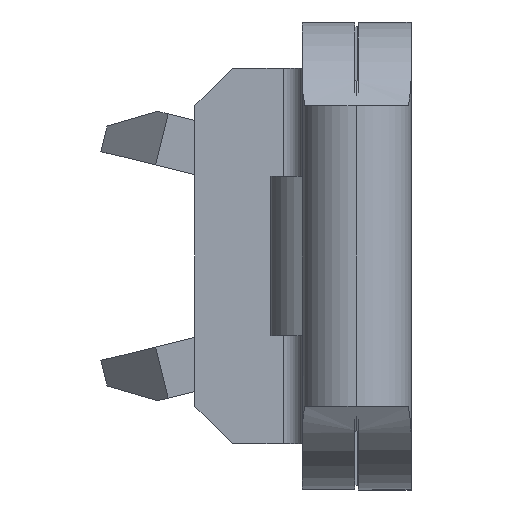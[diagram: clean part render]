
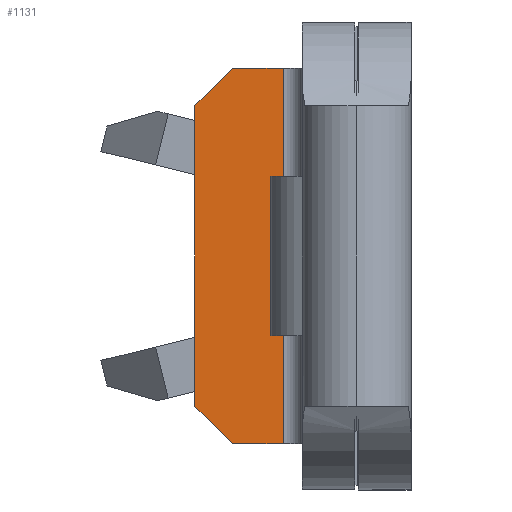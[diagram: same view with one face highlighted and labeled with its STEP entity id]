
A CAD part, left-side view. The second image highlights one B-rep face of the part: STEP entity #1131.
In plain terms, the highlighted planar face has unit normal (-1, 0, 0).
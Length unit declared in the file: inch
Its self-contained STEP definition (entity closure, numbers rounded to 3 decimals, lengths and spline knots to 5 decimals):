
#9 = ORIENTED_EDGE ( 'NONE', *, *, #4361, .T. ) ;
#250 = ORIENTED_EDGE ( 'NONE', *, *, #5521, .T. ) ;
#329 = LINE ( 'NONE', #846, #1355 ) ;
#335 = FACE_OUTER_BOUND ( 'NONE', #3054, .T. ) ;
#368 = CARTESIAN_POINT ( 'NONE',  ( 0.861, 0.086, 0.08 ) ) ;
#393 = VECTOR ( 'NONE', #2765, 39.37008 ) ;
#561 = VERTEX_POINT ( 'NONE', #5262 ) ;
#846 = CARTESIAN_POINT ( 'NONE',  ( 0.861, 0.066, -0.1 ) ) ;
#850 = CARTESIAN_POINT ( 'NONE',  ( 0.861, 0.039, 0.1 ) ) ;
#1131 = ADVANCED_FACE ( 'NONE', ( #335 ), #3542, .F. ) ;
#1139 = ORIENTED_EDGE ( 'NONE', *, *, #3947, .T. ) ;
#1331 = VERTEX_POINT ( 'NONE', #2822 ) ;
#1355 = VECTOR ( 'NONE', #5530, 39.37008 ) ;
#1462 = LINE ( 'NONE', #3343, #4725 ) ;
#1544 = VECTOR ( 'NONE', #4400, 39.37008 ) ;
#1640 = EDGE_CURVE ( 'NONE', #1331, #4003, #329, .T. ) ;
#1854 = CARTESIAN_POINT ( 'NONE',  ( 0.861, 0.086, 0.1245 ) ) ;
#1907 = EDGE_CURVE ( 'NONE', #2341, #5455, #3700, .T. ) ;
#2272 = DIRECTION ( 'NONE',  ( 0., 0., -1. ) ) ;
#2301 = CARTESIAN_POINT ( 'NONE',  ( 0.861, 0.086, -0.1 ) ) ;
#2341 = VERTEX_POINT ( 'NONE', #850 ) ;
#2420 = VECTOR ( 'NONE', #3204, 39.37008 ) ;
#2465 = VECTOR ( 'NONE', #5175, 39.37008 ) ;
#2662 = VERTEX_POINT ( 'NONE', #368 ) ;
#2765 = DIRECTION ( 'NONE',  ( 0., 0.707, -0.707 ) ) ;
#2822 = CARTESIAN_POINT ( 'NONE',  ( 0.861, 0.086, -0.08 ) ) ;
#2919 = DIRECTION ( 'NONE',  ( 0., 0., -1. ) ) ;
#3054 = EDGE_LOOP ( 'NONE', ( #1139, #250, #9, #3565, #3456, #4134 ) ) ;
#3109 = AXIS2_PLACEMENT_3D ( 'NONE', #1854, #4811, #2272 ) ;
#3144 = CARTESIAN_POINT ( 'NONE',  ( 0.861, 0.039, -0.1 ) ) ;
#3175 = CARTESIAN_POINT ( 'NONE',  ( 0.861, 0.066, 0.1 ) ) ;
#3204 = DIRECTION ( 'NONE',  ( 0., 0., -1. ) ) ;
#3206 = EDGE_CURVE ( 'NONE', #4003, #5455, #3822, .T. ) ;
#3343 = CARTESIAN_POINT ( 'NONE',  ( 0.861, 0.086, 0.1245 ) ) ;
#3456 = ORIENTED_EDGE ( 'NONE', *, *, #3206, .T. ) ;
#3542 = PLANE ( 'NONE',  #3109 ) ;
#3565 = ORIENTED_EDGE ( 'NONE', *, *, #1640, .T. ) ;
#3700 = LINE ( 'NONE', #5295, #2420 ) ;
#3743 = LINE ( 'NONE', #4767, #2465 ) ;
#3822 = LINE ( 'NONE', #2301, #1544 ) ;
#3947 = EDGE_CURVE ( 'NONE', #2341, #561, #3743, .T. ) ;
#4003 = VERTEX_POINT ( 'NONE', #5193 ) ;
#4134 = ORIENTED_EDGE ( 'NONE', *, *, #1907, .F. ) ;
#4361 = EDGE_CURVE ( 'NONE', #2662, #1331, #1462, .T. ) ;
#4400 = DIRECTION ( 'NONE',  ( 0., -1., 0. ) ) ;
#4725 = VECTOR ( 'NONE', #2919, 39.37008 ) ;
#4767 = CARTESIAN_POINT ( 'NONE',  ( 0.861, 0.086, 0.1 ) ) ;
#4811 = DIRECTION ( 'NONE',  ( 1., 0., 0. ) ) ;
#4943 = LINE ( 'NONE', #3175, #393 ) ;
#5175 = DIRECTION ( 'NONE',  ( 0., 1., 0. ) ) ;
#5193 = CARTESIAN_POINT ( 'NONE',  ( 0.861, 0.066, -0.1 ) ) ;
#5262 = CARTESIAN_POINT ( 'NONE',  ( 0.861, 0.066, 0.1 ) ) ;
#5295 = CARTESIAN_POINT ( 'NONE',  ( 0.861, 0.039, 0.1245 ) ) ;
#5455 = VERTEX_POINT ( 'NONE', #3144 ) ;
#5521 = EDGE_CURVE ( 'NONE', #561, #2662, #4943, .T. ) ;
#5530 = DIRECTION ( 'NONE',  ( 0., -0.707, -0.707 ) ) ;
